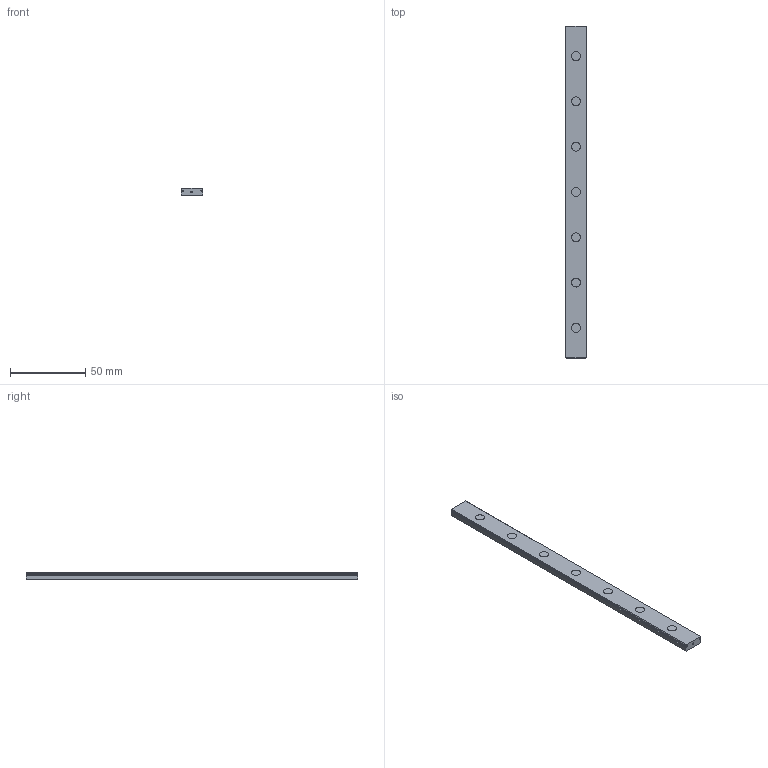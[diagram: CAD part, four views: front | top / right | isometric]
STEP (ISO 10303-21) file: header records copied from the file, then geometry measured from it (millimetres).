
FILE_DESCRIPTION(('STEP AP214'),'1');
FILE_NAME('cctmp_DECBDFFB-F166-4A6E-81C6-A6010EB182BD_2021_02_19_14_35_16_0033..stp','2021-02-19T13:35:16',('HIWIN GmbH'),('CADClick - www.CADClick.com'),'Spatial InterOp 3D',' ','unknown authorization');
FILE_SCHEMA(('AUTOMOTIVE_DESIGN'));
Length unit declared in the file: millimetre
Products named in the file (1): MGWR07R220CM_FILE
Bounding box: 14 x 220 x 5.2 mm (x, y, z)
Volume: 14852.9 mm3; surface area: 9976.2 mm2
Topology: 1 solids, 1 shells, 158 faces, 393 edges, 262 vertices
Faces by surface type: plane 100, cylinder 58
Entity records: 6001 total; most frequent: DIRECTION 827, CARTESIAN_POINT 814, ORIENTED_EDGE 786, EDGE_CURVE 393, LINE 277, VECTOR 277, AXIS2_PLACEMENT_3D 275, VERTEX_POINT 262
